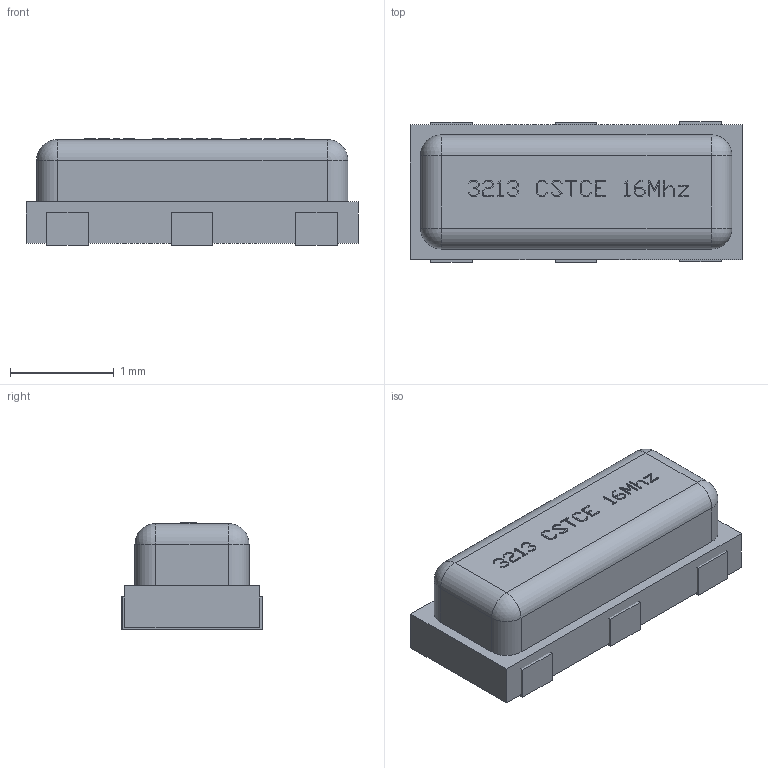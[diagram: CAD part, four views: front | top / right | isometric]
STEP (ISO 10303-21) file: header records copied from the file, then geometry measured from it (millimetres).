
FILE_DESCRIPTION (( 'STEP AP214' ), '1' );
FILE_NAME ('CSTCE16M0V53-RO.STEP', '2021-04-02T23:15:03', ( '' ), ( '' ), 'SwSTEP 2.0', 'SolidWorks 2020', '' );
FILE_SCHEMA (( 'AUTOMOTIVE_DESIGN' ));
Length unit declared in the file: millimetre
Products named in the file (1): CSTCE16M0V53-RO
Bounding box: 3.2 x 1.35 x 1.03 mm (x, y, z)
Volume: 4.1 mm3; surface area: 29.3 mm2
Topology: 19 solids, 19 shells, 412 faces, 1114 edges, 736 vertices
Faces by surface type: plane 292, bspline 108, cylinder 8, sphere 4
Entity records: 14634 total; most frequent: CARTESIAN_POINT 4815, ORIENTED_EDGE 2220, DIRECTION 1520, EDGE_CURVE 1110, LINE 878, VECTOR 878, VERTEX_POINT 736, EDGE_LOOP 414
